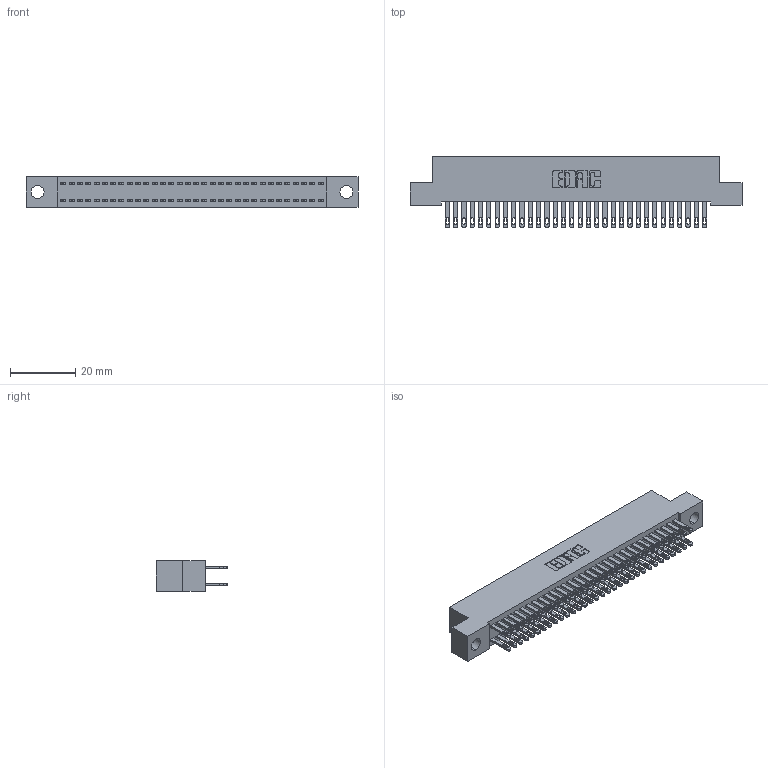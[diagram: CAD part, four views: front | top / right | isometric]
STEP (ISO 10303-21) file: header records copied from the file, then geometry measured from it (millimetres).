
FILE_DESCRIPTION (( 'STEP AP203' ), '1' );
FILE_NAME ('892-064-500-204.STEP', '2020-09-21T19:21:42', ( '' ), ( '' ), 'SwSTEP 2.0', 'SolidWorks 2020', '' );
FILE_SCHEMA (( 'CONFIG_CONTROL_DESIGN' ));
Length unit declared in the file: inch
Products named in the file (3): 842 Part_.156 TH; 892-064-500-204; 345-292-001_345-293-100
Assembly tree (65 placements, depth 2):
  892-064-500-204
    842 Part_.156 TH
    345-292-001_345-293-100  x64
Bounding box: 101.6 x 21.85 x 9.4 mm (x, y, z)
Volume: 9190 mm3; surface area: 15149.5 mm2
Topology: 65 solids, 65 shells, 3182 faces, 9707 edges, 6470 vertices
Faces by surface type: plane 1986, cylinder 1196
Entity records: 21681 total; most frequent: CARTESIAN_POINT 3602, ORIENTED_EDGE 3538, DIRECTION 3097, EDGE_CURVE 1769, VECTOR 1637, LINE 1637, VERTEX_POINT 1178, AXIS2_PLACEMENT_3D 730
